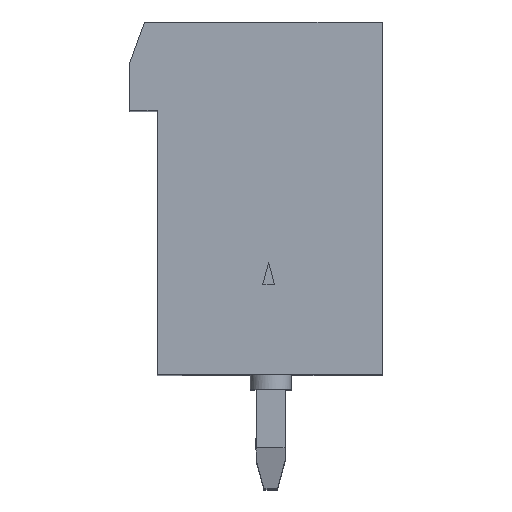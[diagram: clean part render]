
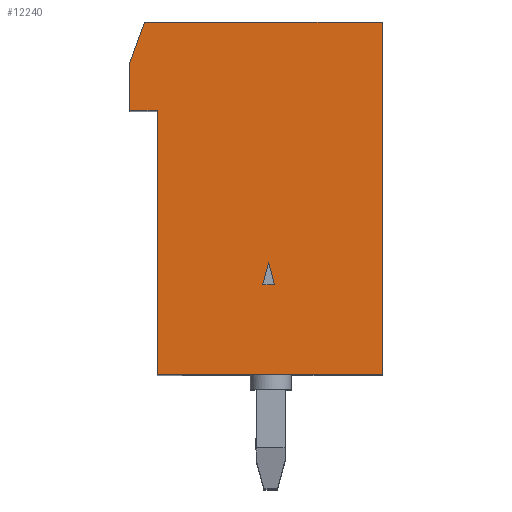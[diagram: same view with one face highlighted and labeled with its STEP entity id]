
A CAD part, top view. The second image highlights one B-rep face of the part: STEP entity #12240.
In plain terms, the highlighted planar face has unit normal (0, 0, 1).
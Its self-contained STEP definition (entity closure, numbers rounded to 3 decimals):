
#9680=CARTESIAN_POINT('',(0.,30.81,
   3.81));
#9690=DIRECTION('',(0.966,0.259,
   0.));
#9700=VECTOR('',#9690,1.);
#9710=LINE('',#9680,#9700);
#9720=CARTESIAN_POINT('',(39.677,41.442,
   3.81));
#9730=VERTEX_POINT('',#9720);
#9740=CARTESIAN_POINT('',(40.427,41.643,
   3.81));
#9750=VERTEX_POINT('',#9740);
#9760=EDGE_CURVE('',#9730,#9750,#9710,.T.);
#11440=CARTESIAN_POINT('',(42.394,39.31
   ,3.81));
#11450=DIRECTION('',(0.,0.,
   1.));
#11460=DIRECTION('',(1.,0.,
   0.));
#11470=AXIS2_PLACEMENT_3D('',#11440,#11450,#11460);
#11480=PLANE('',#11470);
#11490=CARTESIAN_POINT('',(0.,37.773
   ,3.81));
#11500=DIRECTION('',(-1.,0.,
   0.));
#11510=VECTOR('',#11500,1.);
#11520=LINE('',#11490,#11510);
#11530=CARTESIAN_POINT('',(48.627,37.773
   ,3.81));
#11540=VERTEX_POINT('',#11530);
#11550=CARTESIAN_POINT('',(36.627,37.773
   ,3.81));
#11560=VERTEX_POINT('',#11550);
#11570=EDGE_CURVE('',#11540,#11560,#11520,.T.);
#11580=ORIENTED_EDGE('',*,*,#11570,.F.);
#11590=CARTESIAN_POINT('',(36.627,0.
   ,3.81));
#11600=DIRECTION('',(0.,-1.,
   0.));
#11610=VECTOR('',#11600,1.);
#11620=LINE('',#11590,#11610);
#11630=CARTESIAN_POINT('',(36.627,45.443
   ,3.81));
#11640=VERTEX_POINT('',#11630);
#11650=EDGE_CURVE('',#11640,#11560,#11620,.T.);
#11660=ORIENTED_EDGE('',*,*,#11650,.T.);
#11670=CARTESIAN_POINT('',(0.,45.443
   ,3.81));
#11680=DIRECTION('',(-1.,0.,
   0.));
#11690=VECTOR('',#11680,1.);
#11700=LINE('',#11670,#11690);
#11710=CARTESIAN_POINT('',(45.627,45.443
   ,3.81));
#11720=VERTEX_POINT('',#11710);
#11730=EDGE_CURVE('',#11720,#11640,#11700,.T.);
#11740=ORIENTED_EDGE('',*,*,#11730,.T.);
#11750=CARTESIAN_POINT('',(45.627,0.
   ,3.81));
#11760=DIRECTION('',(0.,-1.,
   0.));
#11770=VECTOR('',#11760,1.);
#11780=LINE('',#11750,#11770);
#11790=CARTESIAN_POINT('',(45.627,46.373
   ,3.81));
#11800=VERTEX_POINT('',#11790);
#11810=EDGE_CURVE('',#11800,#11720,#11780,.T.);
#11820=ORIENTED_EDGE('',*,*,#11810,.T.);
#11830=CARTESIAN_POINT('',(0.,46.373
   ,3.81));
#11840=DIRECTION('',(-1.,0.,
   0.));
#11850=VECTOR('',#11840,1.);
#11860=LINE('',#11830,#11850);
#11870=CARTESIAN_POINT('',(47.253,46.373
   ,3.81));
#11880=VERTEX_POINT('',#11870);
#11890=EDGE_CURVE('',#11880,#11800,#11860,.T.);
#11900=ORIENTED_EDGE('',*,*,#11890,.T.);
#11910=CARTESIAN_POINT('',(0.,63.571
   ,3.81));
#11920=DIRECTION('',(-0.94,0.342,
   0.));
#11930=VECTOR('',#11920,1.);
#11940=LINE('',#11910,#11930);
#11950=CARTESIAN_POINT('',(48.627,45.873
   ,3.81));
#11960=VERTEX_POINT('',#11950);
#11970=EDGE_CURVE('',#11960,#11880,#11940,.T.);
#11980=ORIENTED_EDGE('',*,*,#11970,.T.);
#11990=CARTESIAN_POINT('',(48.627,0.
   ,3.81));
#12000=DIRECTION('',(0.,1.,
   0.));
#12010=VECTOR('',#12000,1.);
#12020=LINE('',#11990,#12010);
#12030=EDGE_CURVE('',#11540,#11960,#12020,.T.);
#12040=ORIENTED_EDGE('',*,*,#12030,.T.);
#12050=EDGE_LOOP('',(#12040,#11980,#11900,#11820,#11740,#11660,#11580));
#12060=FACE_OUTER_BOUND('',#12050,.T.);
#12070=CARTESIAN_POINT('',(39.677,0.
   ,3.81));
#12080=DIRECTION('',(0.,-1.,
   0.));
#12090=VECTOR('',#12080,1.);
#12100=LINE('',#12070,#12090);
#12110=CARTESIAN_POINT('',(39.677,41.844
   ,3.81));
#12120=VERTEX_POINT('',#12110);
#12130=EDGE_CURVE('',#12120,#9730,#12100,.T.);
#12140=ORIENTED_EDGE('',*,*,#12130,.F.);
#12150=ORIENTED_EDGE('',*,*,#9760,.F.);
#12160=CARTESIAN_POINT('',(0.,52.475
   ,3.81));
#12170=DIRECTION('',(-0.966,0.259,
   0.));
#12180=VECTOR('',#12170,1.);
#12190=LINE('',#12160,#12180);
#12200=EDGE_CURVE('',#9750,#12120,#12190,.T.);
#12210=ORIENTED_EDGE('',*,*,#12200,.F.);
#12220=EDGE_LOOP('',(#12210,#12150,#12140));
#12230=FACE_BOUND('',#12220,.T.);
#12240=ADVANCED_FACE('',(#12060,#12230),#11480,.T.);
